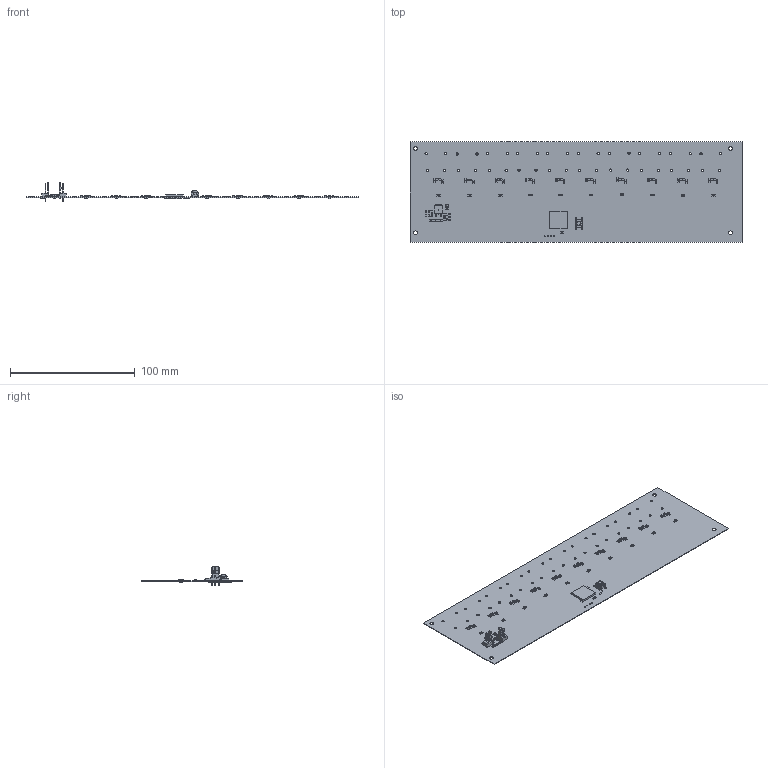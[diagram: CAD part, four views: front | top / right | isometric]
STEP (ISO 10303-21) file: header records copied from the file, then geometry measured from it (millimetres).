
FILE_DESCRIPTION(('Open CASCADE Model'),'2;1');
FILE_NAME('Open CASCADE Shape Model','2021-05-25T13:30:31',('Author'),( 'Open CASCADE'),'Open CASCADE STEP processor 6.8','Open CASCADE 6.8' ,'Unknown');
FILE_SCHEMA(('AUTOMOTIVE_DESIGN { 1 0 10303 214 1 1 1 1 }'));
Length unit declared in the file: millimetre
Products named in the file (101): PCB; Board; Open CASCADE STEP translator 6.8 1.1.1; R5; User_Library-res0805; User_Library-res0805_pad_0805___; User_Library-res0805_res0805_body___; D1; User_Library-LED_SMD0805; C1; User_Library-cap0805; User_Library-cap0805_pad_0805___; User_Library-cap0805_cap0805_body___; C2; C3; C4; C5; C6; C7; C8; C9; C10; C11; C12; C13; C14; C15; C16; C17; C18; C19; C20_TEMP1; C20_TEMP2; C20_TEMP3; C20_TEMP4; C20_TEMP5; C20_TEMP6; C20_TEMP7; C20_TEMP8; C20_TEMP9 ...
Assembly tree (175 placements, depth 4):
  PCB
    Board
      Open CASCADE STEP translator 6.8 1.1.1
    R5
      User_Library-res0805
        User_Library-res0805_pad_0805___
        User_Library-res0805_res0805_body___
    D1
      User_Library-LED_SMD0805
    C1
      User_Library-cap0805
        User_Library-cap0805_pad_0805___
        User_Library-cap0805_cap0805_body___
    C2
      User_Library-cap0805
        User_Library-cap0805_pad_0805___
        User_Library-cap0805_cap0805_body___
    C3
      User_Library-cap0805
        User_Library-cap0805_pad_0805___
        User_Library-cap0805_cap0805_body___
    C4
      User_Library-cap0805
        User_Library-cap0805_pad_0805___
        User_Library-cap0805_cap0805_body___
    C5
      User_Library-cap0805
        User_Library-cap0805_pad_0805___
        User_Library-cap0805_cap0805_body___
    C6
      User_Library-cap0805
        User_Library-cap0805_pad_0805___
        User_Library-cap0805_cap0805_body___
    C7
      User_Library-cap0805
        User_Library-cap0805_pad_0805___
        User_Library-cap0805_cap0805_body___
    C8
      User_Library-cap0805
        User_Library-cap0805_pad_0805___
        User_Library-cap0805_cap0805_body___
    C9
      User_Library-cap0805
        User_Library-cap0805_pad_0805___
        User_Library-cap0805_cap0805_body___
    C10
      User_Library-cap0805
        User_Library-cap0805_pad_0805___
        User_Library-cap0805_cap0805_body___
    C11
      User_Library-cap0805
        User_Library-cap0805_pad_0805___
        User_Library-cap0805_cap0805_body___
    C12
      User_Library-cap0805
        User_Library-cap0805_pad_0805___
        User_Library-cap0805_cap0805_body___
    C13
      User_Library-cap0805
        User_Library-cap0805_pad_0805___
Bounding box: 266.06 x 80.39 x 15.24 mm (x, y, z)
Volume: 9654.9 mm3; surface area: 45834.2 mm2
Topology: 242 solids, 242 shells, 5264 faces, 12471 edges, 7380 vertices
Faces by surface type: plane 2775, cylinder 1241, bspline 685, sphere 557, torus 4, cone 2
Full cylindrical faces by diameter (mm): 0.75 x8, 0.9 x4, 1.016 x4, 1.77 x40, 3.048 x4, 3.6 x1, 5 x1
Entity records: 22622 total; most frequent: CARTESIAN_POINT 4489, DIRECTION 3147, ORIENTED_EDGE 2936, EDGE_CURVE 1468, LINE 1095, VECTOR 1095, AXIS2_PLACEMENT_3D 1026, VERTEX_POINT 960
